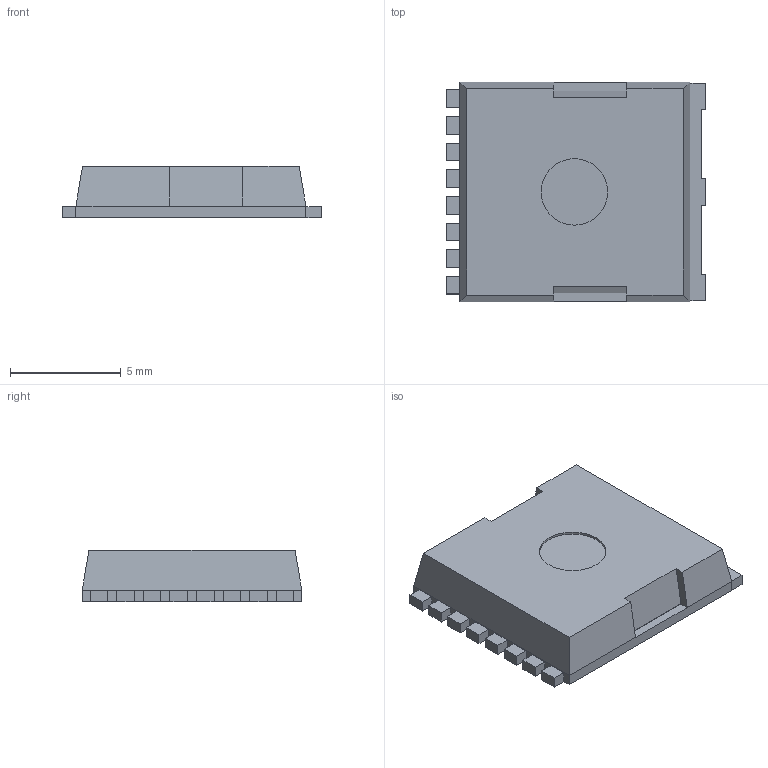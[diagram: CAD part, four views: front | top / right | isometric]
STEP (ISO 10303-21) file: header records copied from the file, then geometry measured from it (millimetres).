
FILE_DESCRIPTION(/* description */ ('model of Infineon_PG-HSOF-8-1'),/* implementation_level */ '2;1');
FILE_NAME(/* name */ 'Infineon_PG-HSOF-8-1.step',/* time_stamp */ '2017-05-15T18:37:13',/* author */ ('Ray Benitez',''),/* organization */ (''),/* preprocessor_version */ '',/* originating_system */ '',/* authorisation */ '');
FILE_SCHEMA(('AUTOMOTIVE_DESIGN_CC2 { 1 2 10303 214 -1 1 5 4 }'));
Length unit declared in the file: millimetre
Products named in the file (1): Infineon_PG_HSOF_8_1
Bounding box: 11.68 x 9.9 x 2.32 mm (x, y, z)
Volume: 225.9 mm3; surface area: 315.7 mm2
Topology: 1 solids, 1 shells, 90 faces, 261 edges, 174 vertices
Faces by surface type: plane 89, cylinder 1
Full cylindrical faces by diameter (mm): 3 x1
Entity records: 2018 total; most frequent: ORIENTED_EDGE 415, CARTESIAN_POINT 313, EDGE_CURVE 261, LINE 240, VERTEX_POINT 174, FACE_BOUND 91, EDGE_LOOP 91, ADVANCED_FACE 90
